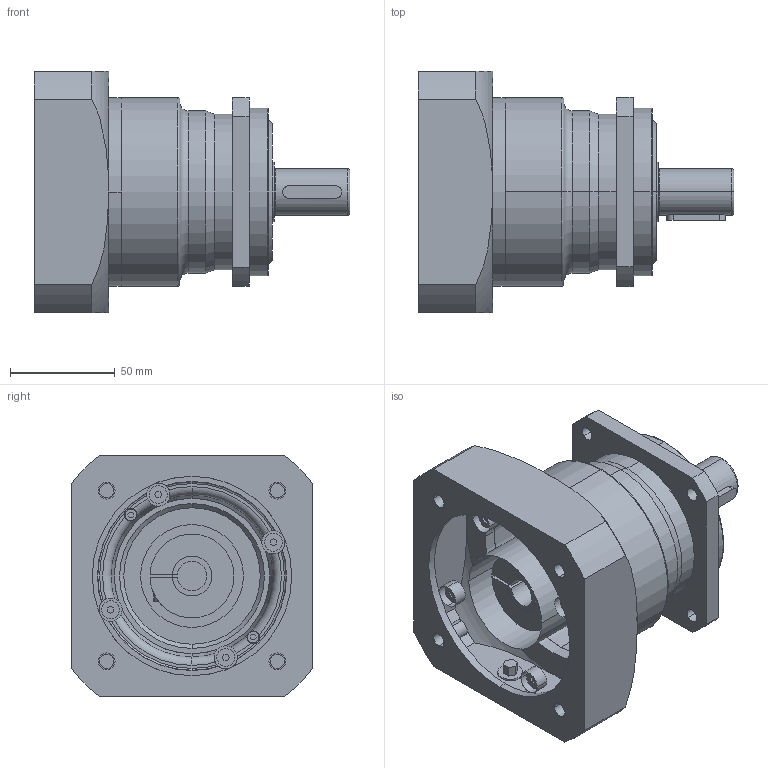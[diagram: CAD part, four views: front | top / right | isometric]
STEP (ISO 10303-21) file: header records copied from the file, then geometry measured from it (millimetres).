
FILE_DESCRIPTION((''),'2;1');
FILE_NAME('MB_PSBN_MASTER','2022-01-23T',('agw'),(''),'CREO PARAMETRIC BY PTC INC, 2018360','CREO PARAMETRIC BY PTC INC, 2018360','');
FILE_SCHEMA(('AUTOMOTIVE_DESIGN { 1 0 10303 214 1 1 1 1 }'));
Length unit declared in the file: millimetre
Products named in the file (1): MB_PSBN_MASTER
Bounding box: 150.5 x 115 x 115 mm (x, y, z)
Volume: 840416.5 mm3; surface area: 89118.9 mm2
Topology: 1 solids, 12 shells, 248 faces, 562 edges, 363 vertices
Faces by surface type: plane 117, cylinder 105, torus 16, cone 10
Entity records: 8868 total; most frequent: CARTESIAN_POINT 1329, DIRECTION 1296, ORIENTED_EDGE 1100, EDGE_CURVE 560, AXIS2_PLACEMENT_3D 499, VERTEX_POINT 363, VECTOR 298, LINE 298
